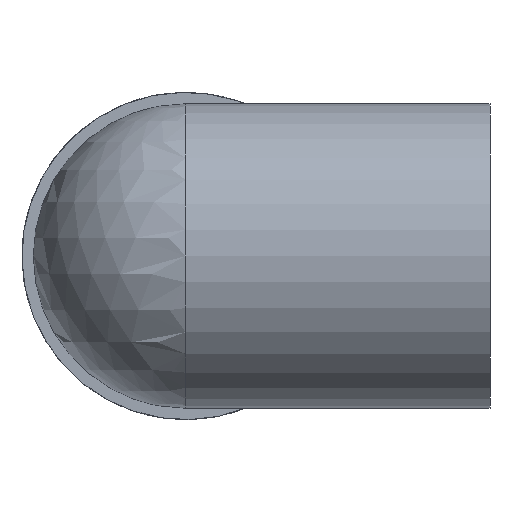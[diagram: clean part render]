
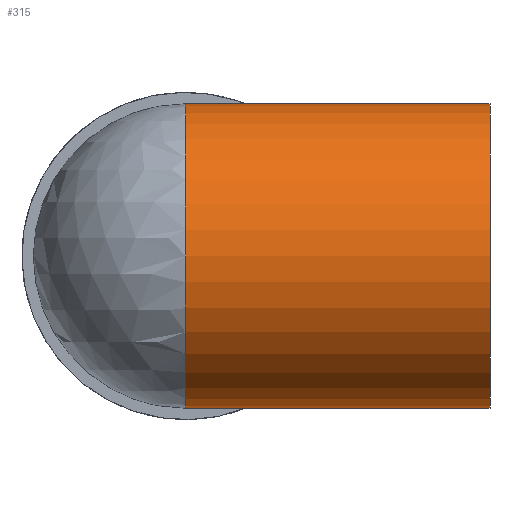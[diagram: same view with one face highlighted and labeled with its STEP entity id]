
A CAD part, front view. The second image highlights one B-rep face of the part: STEP entity #315.
In plain terms, the highlighted cylindrical face has radius 10 mm (diameter 20 mm), a full revolution.
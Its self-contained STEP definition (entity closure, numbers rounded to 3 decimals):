
#160=CARTESIAN_POINT('',(20.0,-19.,0.));
#161=VERTEX_POINT('',#160);
#162=CARTESIAN_POINT('',(20.0,-29.,0.0));
#163=DIRECTION('',(-1.0,0.0,0.0));
#164=DIRECTION('',(0.0,-1.0,0.0));
#165=AXIS2_PLACEMENT_3D('',#162,#163,#164);
#166=CIRCLE('',#165,10.0);
#167=EDGE_CURVE('',#161,#161,#166,.T.);
#226=CARTESIAN_POINT('',(0.0,-29.,-10.0));
#227=VERTEX_POINT('',#226);
#228=CARTESIAN_POINT('',(0.0,-29.,10.0));
#229=VERTEX_POINT('',#228);
#230=CARTESIAN_POINT('',(0.0,-29.,0.0));
#231=DIRECTION('',(-1.0,0.0,0.0));
#232=DIRECTION('',(0.0,-1.0,0.0));
#233=AXIS2_PLACEMENT_3D('',#230,#231,#232);
#234=CIRCLE('',#233,10.0);
#235=EDGE_CURVE('',#227,#229,#234,.T.);
#297=CARTESIAN_POINT('',(0.0,-29.,0.0));
#298=DIRECTION('',(1.0,0.0,0.0));
#299=DIRECTION('',(0.0,-1.0,0.0));
#300=AXIS2_PLACEMENT_3D('',#297,#298,#299);
#301=CYLINDRICAL_SURFACE('',#300,10.0);
#302=ORIENTED_EDGE('',*,*,#167,.T.);
#303=EDGE_LOOP('',(#302));
#304=FACE_OUTER_BOUND('',#303,.T.);
#305=ORIENTED_EDGE('',*,*,#235,.F.);
#306=CARTESIAN_POINT('',(0.,-29.,0.0));
#307=DIRECTION('',(-0.707,0.707,0.0));
#308=DIRECTION('',(-0.707,-0.707,0.0));
#309=AXIS2_PLACEMENT_3D('',#306,#307,#308);
#310=ELLIPSE('',#309,14.142,10.0);
#311=EDGE_CURVE('',#229,#227,#310,.T.);
#312=ORIENTED_EDGE('',*,*,#311,.F.);
#313=EDGE_LOOP('',(#305,#312));
#314=FACE_BOUND('',#313,.T.);
#315=ADVANCED_FACE('',(#304,#314),#301,.T.);
